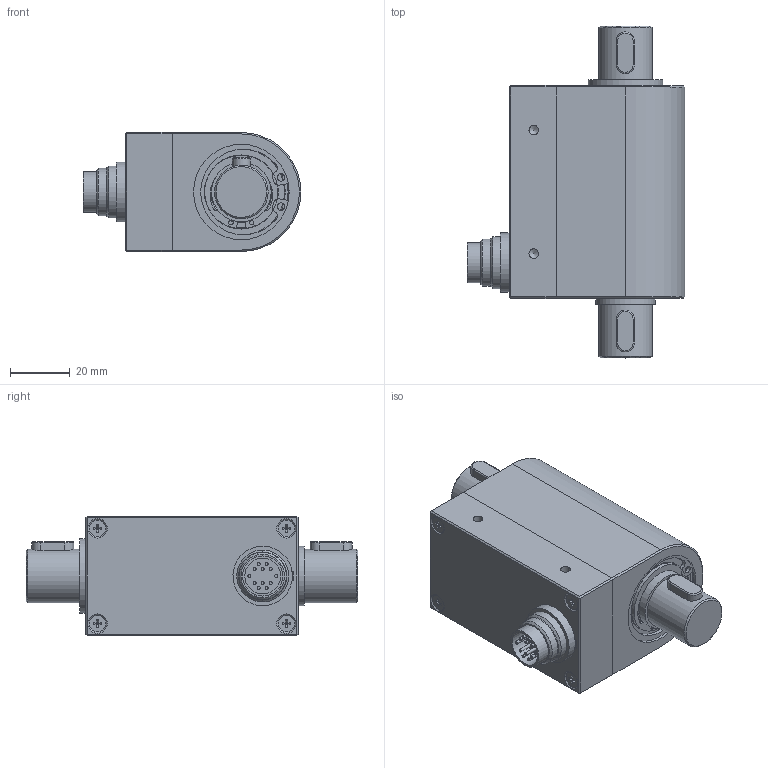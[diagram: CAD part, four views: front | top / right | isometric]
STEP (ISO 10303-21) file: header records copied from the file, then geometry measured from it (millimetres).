
FILE_DESCRIPTION( ( 'Unknown' ), '1' );
FILE_NAME( '2176-Z03_DOC-00103659.stp', 'Unknown', ( 'Unknown' ), ( 'Unknown' ), 'PSStep 17.0.49', 'Unknown', ' ' );
FILE_SCHEMA( ( 'AUTOMOTIVE_DESIGN { 1 0 10303 214 1 1 1 1 }' ) );
Length unit declared in the file: millimetre
Products named in the file (31): 2176-B03_DOC-00085014; 2176-010_DOC-00063684; av_25; av_25-oa6; av_20_nut; av_20_nut-oa7; paßfeder a6x6x14 din 6885; paßfeder a6x6x14 din 6885-oa8; DOC-00081541; 2155-b03_doc-00037909-oa2; 2155-002_doc-00037341; Sicherungsring DIN 472-32x1,2-T1-oa0; Sicherungsring DIN 472-32x1,2-T1-oa1; INA-20x32x7-61804 2RS; 2155-b05_doc-00037926; 2155-003_doc-00028061; Senkschraube DIN 965-M3x20-H; Senkschraube DIN 965-M3x20-H-oa3; Senkschraube DIN 965-M3x20-H-oa4; Senkschraube DIN 965-M3x20-H-oa5; Assem1; flanschstecker 12-polig serie 723; mutter m18x1,5_doc-00005961
Assembly tree (30 placements, depth 3):
  Assem1
    flanschstecker 12-polig serie 723
    mutter m18x1,5_doc-00005961
    2155-b03_doc-00037909-oa2
      2155-002_doc-00037341
      Sicherungsring DIN 472-32x1,2-T1-oa0
      Sicherungsring DIN 472-32x1,2-T1-oa1
      INA-20x32x7-61804 2RS
      INA-20x32x7-61804 2RS
      INA-20x32x7-61804 2RS
      INA-20x32x7-61804 2RS
      INA-20x32x7-61804 2RS
    2155-b05_doc-00037926
      2155-003_doc-00028061
      Senkschraube DIN 965-M3x20-H
      Senkschraube DIN 965-M3x20-H-oa3
      Senkschraube DIN 965-M3x20-H-oa4
      Senkschraube DIN 965-M3x20-H-oa5
    2176-B03_DOC-00085014
      2176-010_DOC-00063684
      av_25
      av_25-oa6
      av_20_nut
      av_20_nut-oa7
      paßfeder a6x6x14 din 6885
      paßfeder a6x6x14 din 6885-oa8
      DOC-00081541
      DOC-00081541
      DOC-00081541
      DOC-00081541
      DOC-00081541
Bounding box: 73.15 x 111.5 x 40 mm (x, y, z)
Volume: 134452.8 mm3; surface area: 59854.1 mm2
Topology: 27 solids, 29 shells, 480 faces, 1043 edges, 678 vertices
Faces by surface type: plane 211, cylinder 200, cone 41, torus 28
Full cylindrical faces by diameter (mm): 1 x24, 1.5 x8, 2.387 x4, 2.459 x5, 2.5 x4, 3 x4, 3.242 x2, 3.4 x4, 5.6 x4, 12 x1, 13.5 x1, 15 x1, 15.875 x1, 16.5 x1, 17.462 x1, 17.8 x1, 18 x2, 19 x1, 20 x5, 22 x1, 23.9 x1, 24.031 x2, 25 x3, 28.5 x2, 28.7 x2, 28.8 x2, 29.02 x4, 29.48 x2, 29.5 x2, 32 x3
Entity records: 16446 total; most frequent: DIRECTION 2288, CARTESIAN_POINT 2081, ORIENTED_EDGE 1632, AXIS2_PLACEMENT_3D 962, EDGE_CURVE 816, EDGE_LOOP 760, VERTEX_POINT 635, FACE_OUTER_BOUND 604
